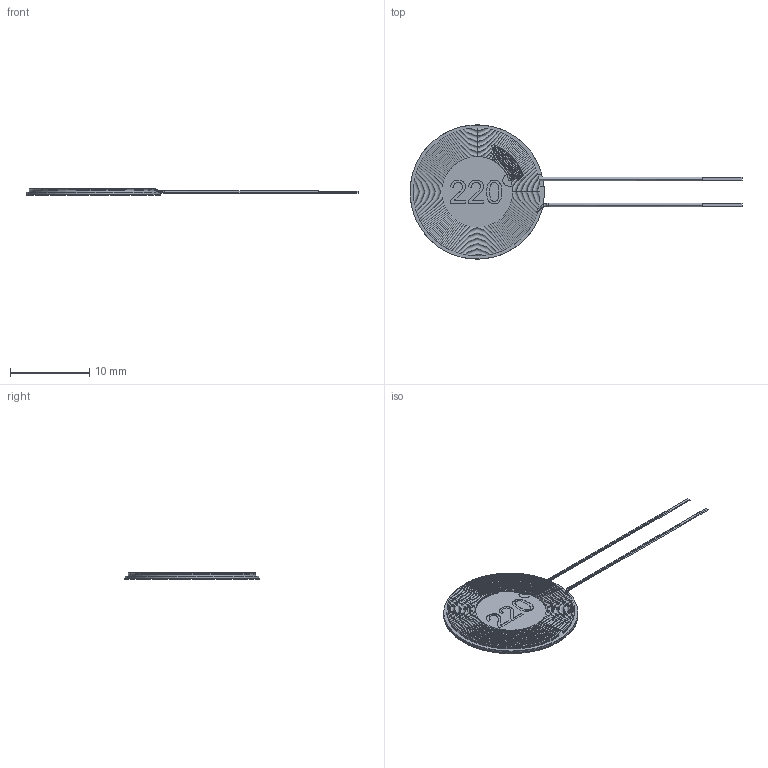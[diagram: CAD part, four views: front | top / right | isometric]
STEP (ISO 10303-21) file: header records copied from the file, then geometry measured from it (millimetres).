
FILE_DESCRIPTION( ( 'Unknown' ), '1' );
FILE_NAME( '760308101220.stp', 'Unknown', ( 'Unknown' ), ( 'Unknown' ), 'PSStep 17.0.49', 'Unknown', ' ' );
FILE_SCHEMA( ( 'AUTOMOTIVE_DESIGN { 1 0 10303 214 1 1 1 1 }' ) );
Length unit declared in the file: millimetre
Products named in the file (8): Assem1; Release Paper; Adhesive Tape; Ferrite Sheet; PET; Epoxy; Copper Coil
Assembly tree (7 placements, depth 2):
  Assem1
    Release Paper
    Adhesive Tape
    Ferrite Sheet
    PET
    Epoxy
    Epoxy
    Copper Coil
Bounding box: 42 x 17 x 0.85 mm (x, y, z)
Volume: 140.5 mm3; surface area: 3473.4 mm2
Topology: 7 solids, 7 shells, 266 faces, 544 edges, 292 vertices
Faces by surface type: bspline 100, torus 92, plane 48, cylinder 20, extrusion 6
Full cylindrical faces by diameter (mm): 17 x2
Entity records: 15318 total; most frequent: CARTESIAN_POINT 7753, ORIENTED_EDGE 1080, DIRECTION 1066, EDGE_CURVE 540, AXIS2_PLACEMENT_3D 488, VERTEX_POINT 363, CIRCLE 320, EDGE_LOOP 276
